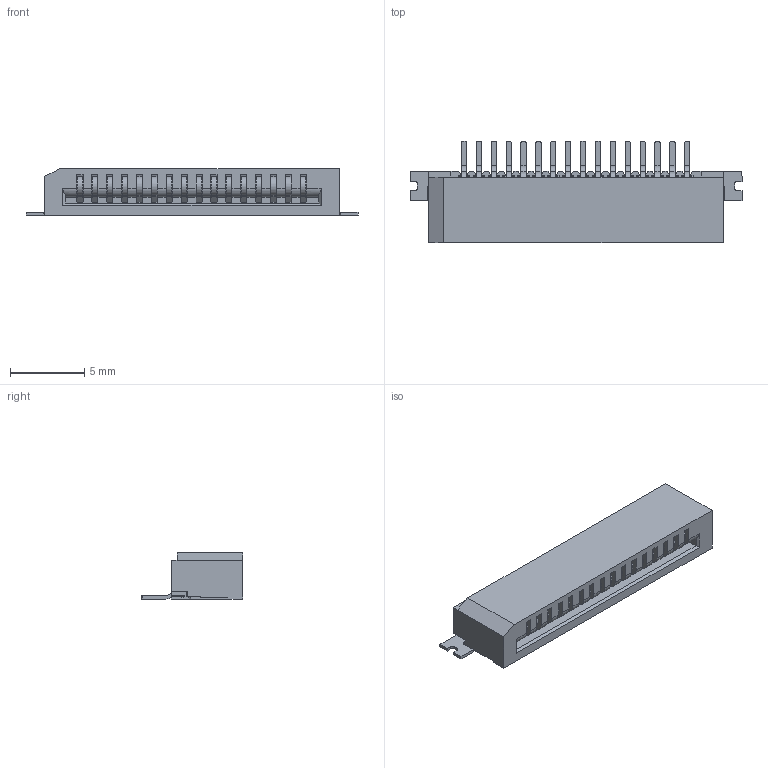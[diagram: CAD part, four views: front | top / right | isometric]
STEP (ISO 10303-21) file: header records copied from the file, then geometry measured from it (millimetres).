
FILE_DESCRIPTION(/* description */ ('Unknown'),/* implementation_level */ '2;1');
FILE_NAME(/* name */ '686116188622',/* time_stamp */ '2019-06-17T16:38:09+02:00',/* author */ ('Unknown'),/* organization */ ('Unknown'),/* preprocessor_version */ 'ST-DEVELOPER v16.7',/* originating_system */ 'DEX',/* authorisation */ $);
FILE_SCHEMA (('AUTOMOTIVE_DESIGN {1 0 10303 214 3 1 1}'));
Length unit declared in the file: millimetre
Products named in the file (5): 6861xx188622; 686116188622; 6861xx188622_Pin; 6861xx188622_PadGh; 6861xx188622_PadDt
Assembly tree (19 placements, depth 2):
  6861xx188622
    686116188622
    6861xx188622_Pin  x16
    6861xx188622_PadGh
    6861xx188622_PadDt
Bounding box: 22.3 x 6.8 x 3.11 mm (x, y, z)
Volume: 219.3 mm3; surface area: 943.1 mm2
Topology: 19 solids, 19 shells, 1282 faces, 3722 edges, 2447 vertices
Faces by surface type: plane 967, cylinder 315
Entity records: 17838 total; most frequent: ORIENTED_EDGE 3184, CARTESIAN_POINT 3181, DIRECTION 2790, EDGE_CURVE 1592, LINE 1498, VECTOR 1498, VERTEX_POINT 1037, AXIS2_PLACEMENT_3D 646
